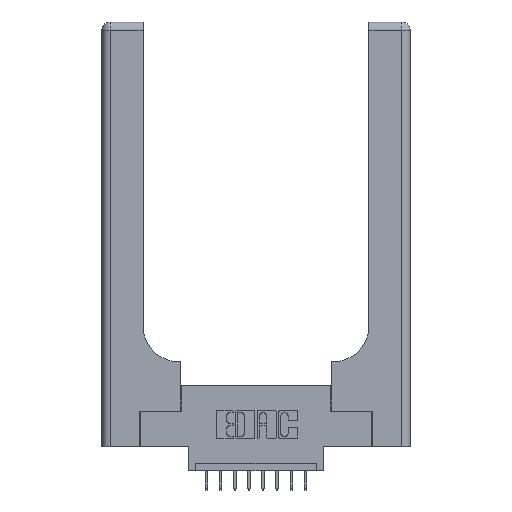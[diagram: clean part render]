
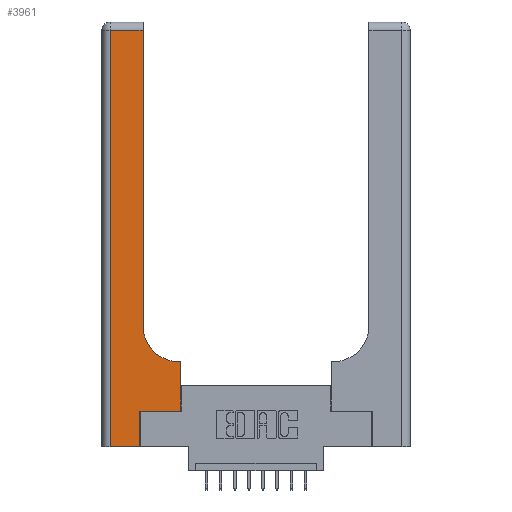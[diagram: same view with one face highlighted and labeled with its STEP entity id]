
A CAD part, top view. The second image highlights one B-rep face of the part: STEP entity #3961.
In plain terms, the highlighted planar face has unit normal (0, 0, 1).
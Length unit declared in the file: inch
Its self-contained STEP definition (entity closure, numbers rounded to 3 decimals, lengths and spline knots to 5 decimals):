
#196 = DIRECTION ( 'NONE',  ( -1., 0., 0. ) ) ;
#317 = DIRECTION ( 'NONE',  ( 0., 1., 0. ) ) ;
#663 = CARTESIAN_POINT ( 'NONE',  ( 0.06, 3., 0.37 ) ) ;
#1052 = LINE ( 'NONE', #1138, #12442 ) ;
#1114 = ORIENTED_EDGE ( 'NONE', *, *, #4599, .T. ) ;
#1136 = VERTEX_POINT ( 'NONE', #12241 ) ;
#1138 = CARTESIAN_POINT ( 'NONE',  ( 0.2915, 0.6, 0.37 ) ) ;
#1250 = CARTESIAN_POINT ( 'NONE',  ( 0., 2.94, 0.37 ) ) ;
#1305 = DIRECTION ( 'NONE',  ( 0., 0., -1. ) ) ;
#1867 = LINE ( 'NONE', #663, #9281 ) ;
#2226 = CARTESIAN_POINT ( 'NONE',  ( 0., 3., 0.37 ) ) ;
#2327 = VERTEX_POINT ( 'NONE', #13925 ) ;
#2417 = VECTOR ( 'NONE', #5575, 39.37008 ) ;
#2522 = CARTESIAN_POINT ( 'NONE',  ( 0.5415, 0.6, 0.37 ) ) ;
#2638 = DIRECTION ( 'NONE',  ( 1., 0., 0. ) ) ;
#3227 = CARTESIAN_POINT ( 'NONE',  ( 0.269, 0., 0.37 ) ) ;
#3254 = CARTESIAN_POINT ( 'NONE',  ( 0.06, 2.94, 0.37 ) ) ;
#3827 = DIRECTION ( 'NONE',  ( 1., 0., 0. ) ) ;
#3961 = ADVANCED_FACE ( 'NONE', ( #15838 ), #7309, .F. ) ;
#4372 = CIRCLE ( 'NONE', #10008, 0.25 ) ;
#4599 = EDGE_CURVE ( 'NONE', #6140, #4945, #4979, .T. ) ;
#4630 = CARTESIAN_POINT ( 'NONE',  ( 0.2915, 2.94, 0.37 ) ) ;
#4669 = EDGE_CURVE ( 'NONE', #5972, #6140, #6400, .T. ) ;
#4929 = ORIENTED_EDGE ( 'NONE', *, *, #15556, .T. ) ;
#4945 = VERTEX_POINT ( 'NONE', #3254 ) ;
#4948 = ORIENTED_EDGE ( 'NONE', *, *, #11241, .T. ) ;
#4979 = LINE ( 'NONE', #1250, #15723 ) ;
#5079 = EDGE_CURVE ( 'NONE', #8560, #5972, #4372, .T. ) ;
#5575 = DIRECTION ( 'NONE',  ( 0., 1., 0. ) ) ;
#5610 = DIRECTION ( 'NONE',  ( 0., -1., 0. ) ) ;
#5693 = CARTESIAN_POINT ( 'NONE',  ( 0.269, 0.25, 0.37 ) ) ;
#5972 = VERTEX_POINT ( 'NONE', #14166 ) ;
#6015 = VECTOR ( 'NONE', #317, 39.37008 ) ;
#6107 = DIRECTION ( 'NONE',  ( 0., 0., -1. ) ) ;
#6140 = VERTEX_POINT ( 'NONE', #4630 ) ;
#6231 = LINE ( 'NONE', #10074, #6015 ) ;
#6291 = EDGE_CURVE ( 'NONE', #1136, #7382, #6231, .T. ) ;
#6372 = ORIENTED_EDGE ( 'NONE', *, *, #5079, .T. ) ;
#6400 = LINE ( 'NONE', #7454, #9469 ) ;
#6480 = VECTOR ( 'NONE', #8145, 39.37008 ) ;
#6792 = CARTESIAN_POINT ( 'NONE',  ( 0.269, 0.25, 0.37 ) ) ;
#7025 = CARTESIAN_POINT ( 'NONE',  ( 0.5585, 0.6, 0.37 ) ) ;
#7309 = PLANE ( 'NONE',  #12338 ) ;
#7382 = VERTEX_POINT ( 'NONE', #7025 ) ;
#7454 = CARTESIAN_POINT ( 'NONE',  ( 0.2915, 3., 0.37 ) ) ;
#8145 = DIRECTION ( 'NONE',  ( 1., 0., 0. ) ) ;
#8328 = ORIENTED_EDGE ( 'NONE', *, *, #6291, .T. ) ;
#8560 = VERTEX_POINT ( 'NONE', #2522 ) ;
#8564 = DIRECTION ( 'NONE',  ( 0., 1., 0. ) ) ;
#8809 = VERTEX_POINT ( 'NONE', #15213 ) ;
#9013 = ORIENTED_EDGE ( 'NONE', *, *, #10915, .T. ) ;
#9281 = VECTOR ( 'NONE', #5610, 39.37008 ) ;
#9469 = VECTOR ( 'NONE', #8564, 39.37008 ) ;
#9669 = EDGE_LOOP ( 'NONE', ( #9675, #1114, #9013, #10852, #4929, #4948, #8328, #10785, #6372 ) ) ;
#9675 = ORIENTED_EDGE ( 'NONE', *, *, #4669, .T. ) ;
#9769 = EDGE_CURVE ( 'NONE', #2327, #8809, #15767, .T. ) ;
#10008 = AXIS2_PLACEMENT_3D ( 'NONE', #14814, #1305, #3827 ) ;
#10074 = CARTESIAN_POINT ( 'NONE',  ( 0.5585, 0.25, 0.37 ) ) ;
#10785 = ORIENTED_EDGE ( 'NONE', *, *, #11409, .T. ) ;
#10852 = ORIENTED_EDGE ( 'NONE', *, *, #9769, .T. ) ;
#10915 = EDGE_CURVE ( 'NONE', #4945, #2327, #1867, .T. ) ;
#11028 = DIRECTION ( 'NONE',  ( -1., 0., 0. ) ) ;
#11241 = EDGE_CURVE ( 'NONE', #12093, #1136, #15546, .T. ) ;
#11404 = VECTOR ( 'NONE', #2638, 39.37008 ) ;
#11409 = EDGE_CURVE ( 'NONE', #7382, #8560, #1052, .T. ) ;
#11436 = LINE ( 'NONE', #3227, #2417 ) ;
#12093 = VERTEX_POINT ( 'NONE', #5693 ) ;
#12241 = CARTESIAN_POINT ( 'NONE',  ( 0.5585, 0.25, 0.37 ) ) ;
#12338 = AXIS2_PLACEMENT_3D ( 'NONE', #2226, #6107, #11028 ) ;
#12442 = VECTOR ( 'NONE', #15958, 39.37008 ) ;
#13716 = CARTESIAN_POINT ( 'NONE',  ( 0., 0., 0.37 ) ) ;
#13925 = CARTESIAN_POINT ( 'NONE',  ( 0.06, 0., 0.37 ) ) ;
#14166 = CARTESIAN_POINT ( 'NONE',  ( 0.2915, 0.85, 0.37 ) ) ;
#14814 = CARTESIAN_POINT ( 'NONE',  ( 0.5415, 0.85, 0.37 ) ) ;
#15213 = CARTESIAN_POINT ( 'NONE',  ( 0.269, 0., 0.37 ) ) ;
#15546 = LINE ( 'NONE', #6792, #6480 ) ;
#15556 = EDGE_CURVE ( 'NONE', #8809, #12093, #11436, .T. ) ;
#15723 = VECTOR ( 'NONE', #196, 39.37008 ) ;
#15767 = LINE ( 'NONE', #13716, #11404 ) ;
#15838 = FACE_OUTER_BOUND ( 'NONE', #9669, .T. ) ;
#15958 = DIRECTION ( 'NONE',  ( -1., 0., 0. ) ) ;
